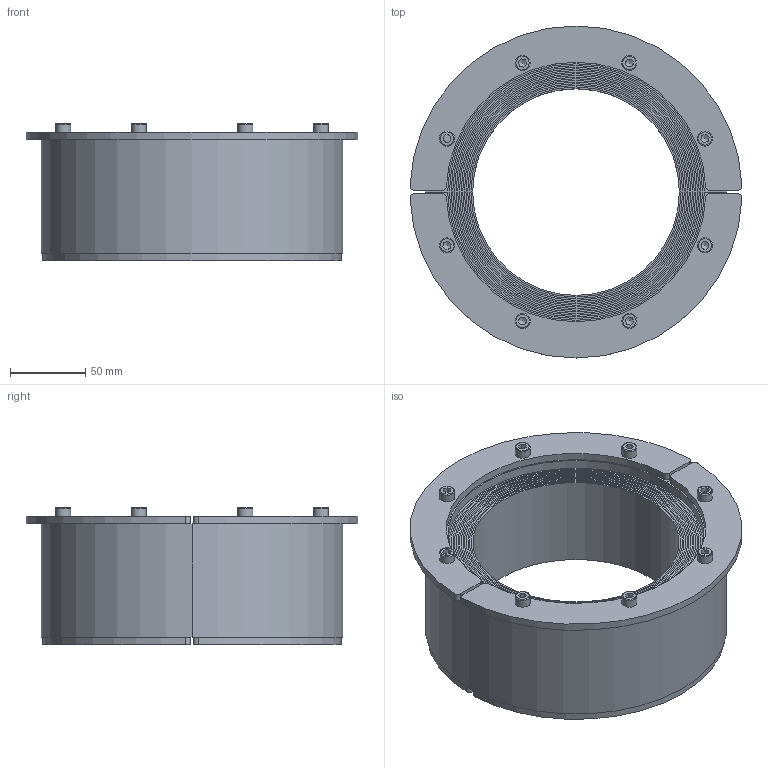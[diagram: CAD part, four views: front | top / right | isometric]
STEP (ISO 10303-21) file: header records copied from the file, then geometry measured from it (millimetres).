
FILE_DESCRIPTION(/* description */ (''),/* implementation_level */ '2;1');
FILE_NAME(/* name */ 'RS 200 WOC parts.stp',/* time_stamp */ '2024-12-05T14:03:40+01:00',/* author */ ('se-marfre'),/* organization */ (''),/* preprocessor_version */ 'ST-DEVELOPER v19.2',/* originating_system */ 'Autodesk Inventor 2023',/* authorisation */ '');
FILE_SCHEMA (('CONFIG_CONTROL_DESIGN'));
Length unit declared in the file: millimetre
Products named in the file (1): RS 200 WOC parts
Bounding box: 219.85 x 220 x 91 mm (x, y, z)
Volume: 1267060.5 mm3; surface area: 273080.3 mm2
Topology: 16 solids, 16 shells, 352 faces, 824 edges, 512 vertices
Faces by surface type: plane 216, cylinder 88, torus 32, cone 16
Full cylindrical faces by diameter (mm): 4.917 x8, 5.25 x8, 5.8 x16, 6 x8, 6.2 x8, 10 x8
Entity records: 10452 total; most frequent: DIRECTION 1810, CARTESIAN_POINT 1793, ORIENTED_EDGE 1632, EDGE_CURVE 816, AXIS2_PLACEMENT_3D 697, VERTEX_POINT 512, EDGE_LOOP 416, LINE 416
